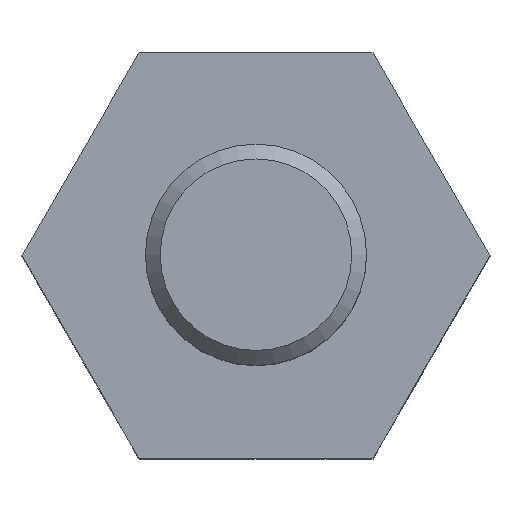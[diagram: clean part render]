
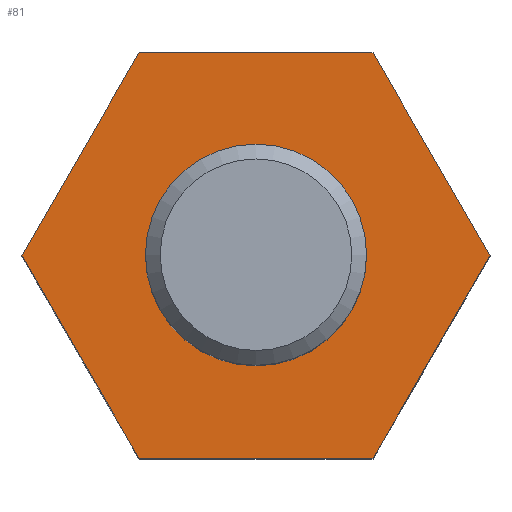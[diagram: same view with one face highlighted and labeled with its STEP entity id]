
A CAD part, top view. The second image highlights one B-rep face of the part: STEP entity #81.
In plain terms, the highlighted planar face has unit normal (0, 0, 1).
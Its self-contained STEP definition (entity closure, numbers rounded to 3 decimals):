
#81 = ADVANCED_FACE( '', ( #173, #174 ), #175, .T. );
#173 = FACE_BOUND( '', #267, .T. );
#174 = FACE_OUTER_BOUND( '', #268, .T. );
#175 = PLANE( '', #269 );
#267 = EDGE_LOOP( '', ( #412 ) );
#268 = EDGE_LOOP( '', ( #413, #414, #415, #416, #417, #418 ) );
#269 = AXIS2_PLACEMENT_3D( '', #419, #420, #421 );
#412 = ORIENTED_EDGE( '', *, *, #526, .T. );
#413 = ORIENTED_EDGE( '', *, *, #531, .T. );
#414 = ORIENTED_EDGE( '', *, *, #532, .T. );
#415 = ORIENTED_EDGE( '', *, *, #503, .T. );
#416 = ORIENTED_EDGE( '', *, *, #509, .T. );
#417 = ORIENTED_EDGE( '', *, *, #529, .T. );
#418 = ORIENTED_EDGE( '', *, *, #533, .T. );
#419 = CARTESIAN_POINT( '', ( 0., 0., 8. ) );
#420 = DIRECTION( '', ( 0., 0., 1. ) );
#421 = DIRECTION( '', ( 1., 0., 0. ) );
#503 = EDGE_CURVE( '', #586, #584, #587, .T. );
#509 = EDGE_CURVE( '', #584, #594, #596, .T. );
#526 = EDGE_CURVE( '', #617, #617, #618, .F. );
#529 = EDGE_CURVE( '', #594, #620, #622, .T. );
#531 = EDGE_CURVE( '', #624, #625, #626, .T. );
#532 = EDGE_CURVE( '', #625, #586, #627, .T. );
#533 = EDGE_CURVE( '', #620, #624, #628, .T. );
#584 = VERTEX_POINT( '', #698 );
#586 = VERTEX_POINT( '', #701 );
#587 = LINE( '', #702, #703 );
#594 = VERTEX_POINT( '', #723 );
#596 = LINE( '', #726, #727 );
#617 = VERTEX_POINT( '', #781 );
#618 = CIRCLE( '', #782, 1.267 );
#620 = VERTEX_POINT( '', #784 );
#622 = LINE( '', #787, #788 );
#624 = VERTEX_POINT( '', #790 );
#625 = VERTEX_POINT( '', #791 );
#626 = LINE( '', #792, #793 );
#627 = LINE( '', #794, #795 );
#628 = LINE( '', #796, #797 );
#698 = CARTESIAN_POINT( '', ( -1.588, -2.75, 8. ) );
#701 = CARTESIAN_POINT( '', ( -3.175, 0., 8. ) );
#702 = CARTESIAN_POINT( '', ( -3.175, 0., 8. ) );
#703 = VECTOR( '', #865, 1000. );
#723 = CARTESIAN_POINT( '', ( 1.588, -2.75, 8. ) );
#726 = CARTESIAN_POINT( '', ( -1.588, -2.75, 8. ) );
#727 = VECTOR( '', #868, 1000. );
#781 = CARTESIAN_POINT( '', ( 1.267, 0., 8. ) );
#782 = AXIS2_PLACEMENT_3D( '', #878, #879, #880 );
#784 = CARTESIAN_POINT( '', ( 3.175, 0., 8. ) );
#787 = CARTESIAN_POINT( '', ( 1.588, -2.75, 8. ) );
#788 = VECTOR( '', #882, 1000. );
#790 = CARTESIAN_POINT( '', ( 1.588, 2.75, 8. ) );
#791 = CARTESIAN_POINT( '', ( -1.588, 2.75, 8. ) );
#792 = CARTESIAN_POINT( '', ( 1.588, 2.75, 8. ) );
#793 = VECTOR( '', #883, 1000. );
#794 = CARTESIAN_POINT( '', ( -1.588, 2.75, 8. ) );
#795 = VECTOR( '', #884, 1000. );
#796 = CARTESIAN_POINT( '', ( 3.175, 0., 8. ) );
#797 = VECTOR( '', #885, 1000. );
#865 = DIRECTION( '', ( 0.5, -0.866, 0. ) );
#868 = DIRECTION( '', ( 1., 0., 0. ) );
#878 = CARTESIAN_POINT( '', ( 0., 0., 8. ) );
#879 = DIRECTION( '', ( 0., 0., 1. ) );
#880 = DIRECTION( '', ( 1., 0., 0. ) );
#882 = DIRECTION( '', ( 0.5, 0.866, 0. ) );
#883 = DIRECTION( '', ( -1., 0., 0. ) );
#884 = DIRECTION( '', ( -0.5, -0.866, 0. ) );
#885 = DIRECTION( '', ( -0.5, 0.866, 0. ) );
